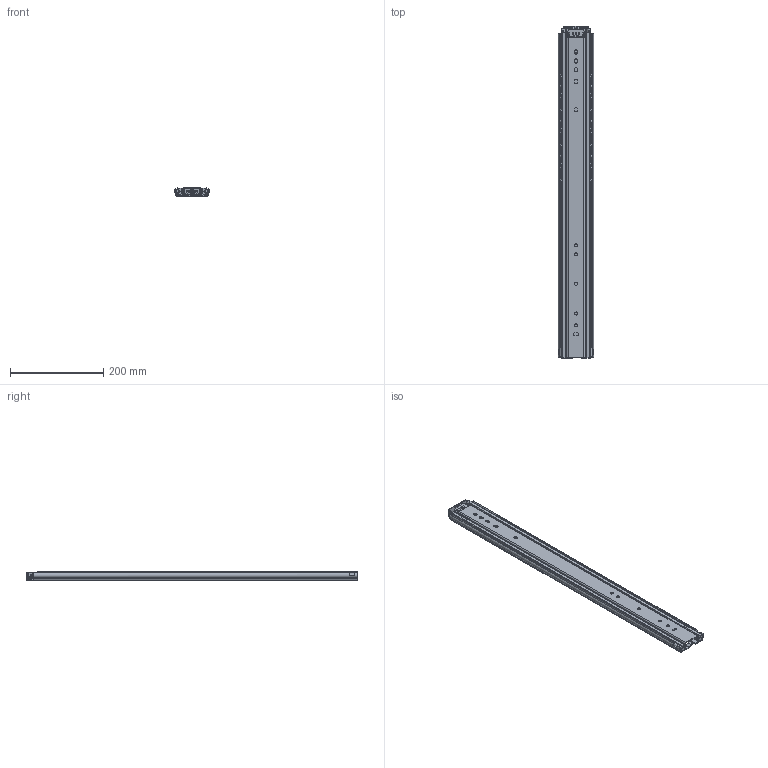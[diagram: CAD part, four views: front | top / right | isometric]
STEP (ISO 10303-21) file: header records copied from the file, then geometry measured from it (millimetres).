
FILE_DESCRIPTION(/* description */ (''),/* implementation_level */ '2;1');
FILE_NAME(/* name */ 'TS_2257619-1320.stp',/* time_stamp */ '2016-11-16T13:47:22+01:00',/* author */ ('Kosta'),/* organization */ (''),/* preprocessor_version */ 'ST-DEVELOPER v15.6',/* originating_system */ 'Autodesk Inventor 2015',/* authorisation */ '');
FILE_SCHEMA (('AUTOMOTIVE_DESIGN { 1 0 10303 214 3 1 1 }'));
Length unit declared in the file: millimetre
Products named in the file (12): Schiene_breit; Schiene_mittig; Schiene_Schmal; Puffer; Puffer2; Kugelschiene_8mm; Kugel_8mm; BG_Kugelschiene_8mm; Kugelschiene_6mm; Kugel_6mm; BG_Kugelschiene_6mm; TS_2257619-1320
Assembly tree (50 placements, depth 3):
  TS_2257619-1320
    Schiene_breit
    Schiene_mittig
    Schiene_Schmal
    Puffer
    Puffer2  x2
    BG_Kugelschiene_8mm  x2
      Kugelschiene_8mm
      Kugel_8mm
    BG_Kugelschiene_6mm  x2
      Kugelschiene_6mm
      Kugel_6mm
Bounding box: 75.29 x 711.2 x 19.2 mm (x, y, z)
Volume: 477452.3 mm3; surface area: 385902.7 mm2
Topology: 86 solids, 86 shells, 1413 faces, 4173 edges, 2767 vertices
Faces by surface type: plane 716, cylinder 645, sphere 40, bspline 8, cone 4
Full cylindrical faces by diameter (mm): 6.5 x6, 7 x2, 7.5 x3, 8 x2, 26 x2
Entity records: 16037 total; most frequent: CARTESIAN_POINT 3050, DIRECTION 2670, ORIENTED_EDGE 2592, EDGE_CURVE 1296, AXIS2_PLACEMENT_3D 901, LINE 868, VECTOR 868, VERTEX_POINT 863
